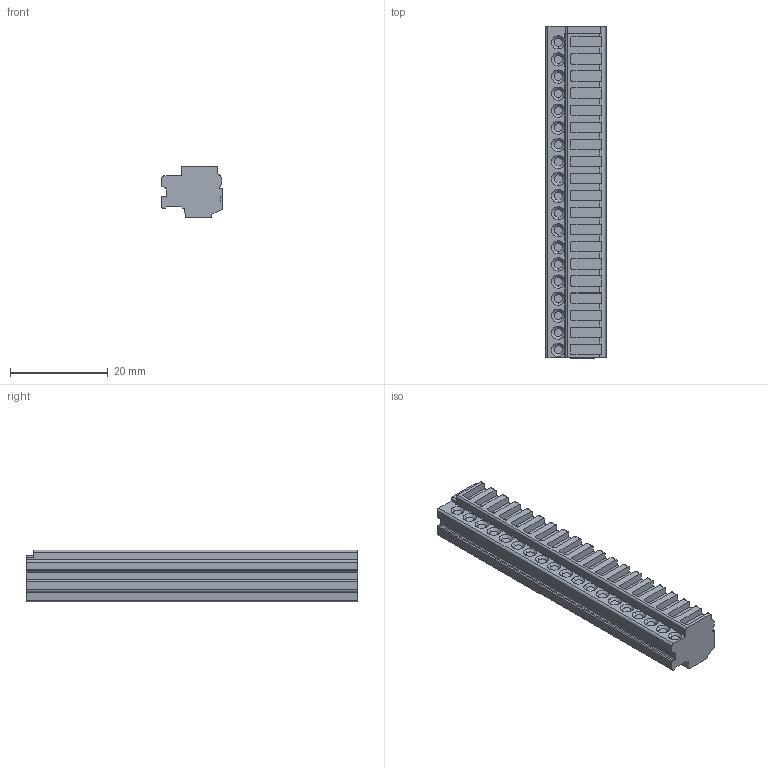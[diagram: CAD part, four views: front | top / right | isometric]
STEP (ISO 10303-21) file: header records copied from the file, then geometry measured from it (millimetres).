
FILE_DESCRIPTION((''),'2;1');
FILE_NAME('RRGG','2024-10-15T11:01:40',('tluser'),(''),'CREO PARAMETRIC BY PTC INC, 2018100','CREO PARAMETRIC BY PTC INC, 2018100','');
FILE_SCHEMA(('CONFIG_CONTROL_DESIGN'));
Length unit declared in the file: millimetre
Products named in the file (1): RRGG
Bounding box: 12.5 x 68 x 10.6 mm (x, y, z)
Volume: 6651.6 mm3; surface area: 3899.7 mm2
Topology: 1 solids, 1 shells, 600 faces, 1585 edges, 1044 vertices
Faces by surface type: plane 332, cylinder 192, cone 76
Entity records: 18929 total; most frequent: CARTESIAN_POINT 3555, DIRECTION 3283, ORIENTED_EDGE 3170, EDGE_CURVE 1585, AXIS2_PLACEMENT_3D 1136, VERTEX_POINT 1044, VECTOR 1011, LINE 1011
